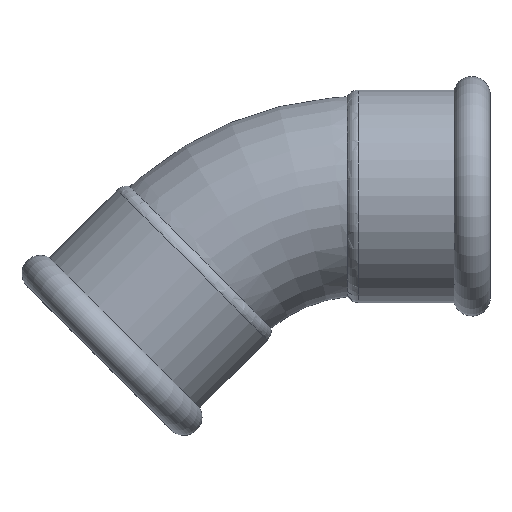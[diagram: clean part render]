
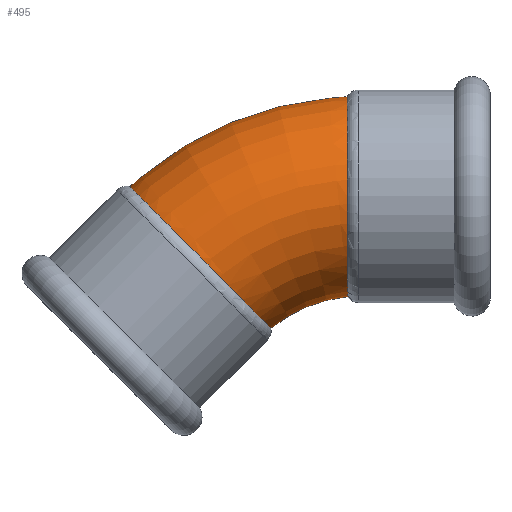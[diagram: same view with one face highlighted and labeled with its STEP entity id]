
A CAD part, top view. The second image highlights one B-rep face of the part: STEP entity #495.
In plain terms, the highlighted toroidal (fillet/blend) face has major radius 65 mm and minor radius 27 mm.
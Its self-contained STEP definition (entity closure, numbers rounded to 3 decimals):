
#20=B_SPLINE_CURVE_WITH_KNOTS('',3,(#918,#919,#920,#921,#922,#923,#924,
#925,#926,#927,#928,#929),.UNSPECIFIED.,.F.,.F.,(4,2,2,2,2,4),(12.785,
13.724,14.78,15.835,16.432,17.029),
 .UNSPECIFIED.);
#21=B_SPLINE_CURVE_WITH_KNOTS('',3,(#931,#932,#933,#934,#935,#936,#937,
#938,#939,#940,#941,#942,#943,#944,#945,#946,#947,#948,#949,#950),
 .UNSPECIFIED.,.F.,.F.,(4,2,2,2,2,2,2,2,2,4),(0.,1.054,2.108,
3.163,4.22,5.277,6.336,7.395,
8.451,8.516),.UNSPECIFIED.);
#22=B_SPLINE_CURVE_WITH_KNOTS('',3,(#951,#952,#953,#954,#955,#956,#957,
#958,#959,#960,#961,#962),.UNSPECIFIED.,.F.,.F.,(4,2,2,2,2,4),(8.516,
9.501,10.552,11.608,12.666,12.785),
 .UNSPECIFIED.);
#26=B_SPLINE_CURVE_WITH_KNOTS('',3,(#1045,#1046,#1047,#1048,#1049,#1050,
#1051,#1052,#1053,#1054,#1055,#1056),.UNSPECIFIED.,.F.,.F.,(4,2,2,2,2,4),
(8.516,9.501,10.552,11.608,12.666,
12.785),.UNSPECIFIED.);
#27=B_SPLINE_CURVE_WITH_KNOTS('',3,(#1058,#1059,#1060,#1061,#1062,#1063,
#1064,#1065,#1066,#1067,#1068,#1069,#1070,#1071,#1072,#1073,#1074,#1075,
#1076,#1077),.UNSPECIFIED.,.F.,.F.,(4,2,2,2,2,2,2,2,2,4),(0.,1.054,
2.108,3.163,4.22,5.277,6.336,
7.395,8.451,8.516),.UNSPECIFIED.);
#28=B_SPLINE_CURVE_WITH_KNOTS('',3,(#1078,#1079,#1080,#1081,#1082,#1083,
#1084,#1085,#1086,#1087,#1088,#1089),.UNSPECIFIED.,.F.,.F.,(4,2,2,2,2,4),
(12.785,13.724,14.78,15.835,16.432,
17.029),.UNSPECIFIED.);
#38=TOROIDAL_SURFACE('',#591,65.,27.);
#57=FACE_OUTER_BOUND('',#79,.T.);
#79=EDGE_LOOP('',(#424,#425,#426,#427,#428,#429,#430,#431));
#159=CIRCLE('',#592,38.);
#203=VERTEX_POINT('',#915);
#204=VERTEX_POINT('',#917);
#205=VERTEX_POINT('',#930);
#219=VERTEX_POINT('',#1042);
#220=VERTEX_POINT('',#1044);
#221=VERTEX_POINT('',#1057);
#272=EDGE_CURVE('',#203,#204,#20,.T.);
#273=EDGE_CURVE('',#204,#205,#21,.T.);
#274=EDGE_CURVE('',#205,#203,#22,.T.);
#295=EDGE_CURVE('',#220,#219,#26,.T.);
#296=EDGE_CURVE('',#221,#220,#27,.T.);
#297=EDGE_CURVE('',#219,#221,#28,.T.);
#298=EDGE_CURVE('',#220,#205,#159,.T.);
#424=ORIENTED_EDGE('',*,*,#296,.T.);
#425=ORIENTED_EDGE('',*,*,#298,.T.);
#426=ORIENTED_EDGE('',*,*,#273,.F.);
#427=ORIENTED_EDGE('',*,*,#272,.F.);
#428=ORIENTED_EDGE('',*,*,#274,.F.);
#429=ORIENTED_EDGE('',*,*,#298,.F.);
#430=ORIENTED_EDGE('',*,*,#295,.T.);
#431=ORIENTED_EDGE('',*,*,#297,.T.);
#495=ADVANCED_FACE('',(#57),#38,.T.);
#591=AXIS2_PLACEMENT_3D('',#1090,#752,#753);
#592=AXIS2_PLACEMENT_3D('',#1091,#754,#755);
#752=DIRECTION('center_axis',(0.,0.,
-1.));
#753=DIRECTION('ref_axis',(-1.,0.,0.));
#754=DIRECTION('center_axis',(0.,0.,
1.));
#755=DIRECTION('ref_axis',(-1.,0.,0.));
#915=CARTESIAN_POINT('',(-78.394,-16.47,27.));
#917=CARTESIAN_POINT('',(-97.405,2.599,0.));
#918=CARTESIAN_POINT('Ctrl Pts',(-78.394,-16.47,27.));
#919=CARTESIAN_POINT('Ctrl Pts',(-80.6,-14.256,26.988));
#920=CARTESIAN_POINT('Ctrl Pts',(-82.79,-12.057,26.435));
#921=CARTESIAN_POINT('Ctrl Pts',(-87.202,-7.631,24.156));
#922=CARTESIAN_POINT('Ctrl Pts',(-89.349,-5.477,22.315));
#923=CARTESIAN_POINT('Ctrl Pts',(-93.022,-1.795,17.572));
#924=CARTESIAN_POINT('Ctrl Pts',(-94.512,-0.301,14.718));
#925=CARTESIAN_POINT('Ctrl Pts',(-96.175,1.366,9.74));
#926=CARTESIAN_POINT('Ctrl Pts',(-96.634,1.826,7.854));
#927=CARTESIAN_POINT('Ctrl Pts',(-97.25,2.443,3.972));
#928=CARTESIAN_POINT('Ctrl Pts',(-97.405,2.599,1.989));
#929=CARTESIAN_POINT('Ctrl Pts',(-97.405,2.599,0.));
#930=CARTESIAN_POINT('',(-59.258,-35.75,0.));
#931=CARTESIAN_POINT('Ctrl Pts',(-97.405,2.599,0.));
#932=CARTESIAN_POINT('Ctrl Pts',(-97.405,2.599,-3.513));
#933=CARTESIAN_POINT('Ctrl Pts',(-96.921,2.113,-6.993));
#934=CARTESIAN_POINT('Ctrl Pts',(-95.036,0.224,-13.494));
#935=CARTESIAN_POINT('Ctrl Pts',(-93.654,-1.161,-16.454));
#936=CARTESIAN_POINT('Ctrl Pts',(-90.167,-4.657,-21.459));
#937=CARTESIAN_POINT('Ctrl Pts',(-88.094,-6.736,-23.456));
#938=CARTESIAN_POINT('Ctrl Pts',(-83.523,-11.321,-26.215));
#939=CARTESIAN_POINT('Ctrl Pts',(-81.068,-13.785,-26.949));
#940=CARTESIAN_POINT('Ctrl Pts',(-76.096,-18.778,-27.046));
#941=CARTESIAN_POINT('Ctrl Pts',(-73.626,-21.261,-26.405));
#942=CARTESIAN_POINT('Ctrl Pts',(-68.998,-25.917,-23.816));
#943=CARTESIAN_POINT('Ctrl Pts',(-66.885,-28.046,-21.892));
#944=CARTESIAN_POINT('Ctrl Pts',(-63.3,-31.662,-17.));
#945=CARTESIAN_POINT('Ctrl Pts',(-61.863,-33.114,-14.079));
#946=CARTESIAN_POINT('Ctrl Pts',(-59.866,-35.134,-7.629));
#947=CARTESIAN_POINT('Ctrl Pts',(-59.323,-35.684,-4.163));
#948=CARTESIAN_POINT('Ctrl Pts',(-59.26,-35.748,-0.43));
#949=CARTESIAN_POINT('Ctrl Pts',(-59.258,-35.75,-0.215));
#950=CARTESIAN_POINT('Ctrl Pts',(-59.258,-35.75,0.));
#951=CARTESIAN_POINT('Ctrl Pts',(-59.258,-35.75,0.));
#952=CARTESIAN_POINT('Ctrl Pts',(-59.258,-35.75,3.282));
#953=CARTESIAN_POINT('Ctrl Pts',(-59.68,-35.322,6.537));
#954=CARTESIAN_POINT('Ctrl Pts',(-61.383,-33.599,12.879));
#955=CARTESIAN_POINT('Ctrl Pts',(-62.702,-32.266,15.876));
#956=CARTESIAN_POINT('Ctrl Pts',(-66.081,-28.856,21.001));
#957=CARTESIAN_POINT('Ctrl Pts',(-68.113,-26.808,23.075));
#958=CARTESIAN_POINT('Ctrl Pts',(-72.629,-22.263,26.009));
#959=CARTESIAN_POINT('Ctrl Pts',(-75.072,-19.807,26.837));
#960=CARTESIAN_POINT('Ctrl Pts',(-77.838,-17.029,26.994));
#961=CARTESIAN_POINT('Ctrl Pts',(-78.116,-16.75,27.001));
#962=CARTESIAN_POINT('Ctrl Pts',(-78.394,-16.47,27.));
#1042=CARTESIAN_POINT('',(-38.631,0.,27.));
#1044=CARTESIAN_POINT('',(-38.53,-27.164,0.));
#1045=CARTESIAN_POINT('Ctrl Pts',(-38.53,-27.164,0.));
#1046=CARTESIAN_POINT('Ctrl Pts',(-38.53,-27.164,3.282));
#1047=CARTESIAN_POINT('Ctrl Pts',(-38.534,-26.564,6.537));
#1048=CARTESIAN_POINT('Ctrl Pts',(-38.548,-24.141,12.879));
#1049=CARTESIAN_POINT('Ctrl Pts',(-38.558,-22.265,15.876));
#1050=CARTESIAN_POINT('Ctrl Pts',(-38.58,-17.464,21.001));
#1051=CARTESIAN_POINT('Ctrl Pts',(-38.591,-14.58,23.075));
#1052=CARTESIAN_POINT('Ctrl Pts',(-38.612,-8.172,26.009));
#1053=CARTESIAN_POINT('Ctrl Pts',(-38.621,-4.708,26.837));
#1054=CARTESIAN_POINT('Ctrl Pts',(-38.629,-0.789,
26.994));
#1055=CARTESIAN_POINT('Ctrl Pts',(-38.63,-0.394,27.001));
#1056=CARTESIAN_POINT('Ctrl Pts',(-38.631,0.,
27.));
#1057=CARTESIAN_POINT('',(-38.672,26.927,0.));
#1058=CARTESIAN_POINT('Ctrl Pts',(-38.672,26.927,0.));
#1059=CARTESIAN_POINT('Ctrl Pts',(-38.672,26.927,-3.513));
#1060=CARTESIAN_POINT('Ctrl Pts',(-38.672,26.24,-6.993));
#1061=CARTESIAN_POINT('Ctrl Pts',(-38.669,23.573,-13.494));
#1062=CARTESIAN_POINT('Ctrl Pts',(-38.666,21.616,-16.454));
#1063=CARTESIAN_POINT('Ctrl Pts',(-38.66,16.678,-21.459));
#1064=CARTESIAN_POINT('Ctrl Pts',(-38.656,13.742,-23.456));
#1065=CARTESIAN_POINT('Ctrl Pts',(-38.646,7.267,-26.215));
#1066=CARTESIAN_POINT('Ctrl Pts',(-38.639,3.79,-26.949));
#1067=CARTESIAN_POINT('Ctrl Pts',(-38.624,-3.257,-27.046));
#1068=CARTESIAN_POINT('Ctrl Pts',(-38.615,-6.759,-26.405));
#1069=CARTESIAN_POINT('Ctrl Pts',(-38.596,-13.323,-23.816));
#1070=CARTESIAN_POINT('Ctrl Pts',(-38.585,-16.324,-21.892));
#1071=CARTESIAN_POINT('Ctrl Pts',(-38.563,-21.415,-17.));
#1072=CARTESIAN_POINT('Ctrl Pts',(-38.552,-23.458,-14.079));
#1073=CARTESIAN_POINT('Ctrl Pts',(-38.536,-26.298,-7.629));
#1074=CARTESIAN_POINT('Ctrl Pts',(-38.531,-27.072,-4.163));
#1075=CARTESIAN_POINT('Ctrl Pts',(-38.53,-27.162,-0.43));
#1076=CARTESIAN_POINT('Ctrl Pts',(-38.53,-27.164,-0.215));
#1077=CARTESIAN_POINT('Ctrl Pts',(-38.53,-27.164,0.));
#1078=CARTESIAN_POINT('Ctrl Pts',(-38.631,0.,
27.));
#1079=CARTESIAN_POINT('Ctrl Pts',(-38.638,3.125,26.988));
#1080=CARTESIAN_POINT('Ctrl Pts',(-38.644,6.229,26.435));
#1081=CARTESIAN_POINT('Ctrl Pts',(-38.654,12.479,24.156));
#1082=CARTESIAN_POINT('Ctrl Pts',(-38.658,15.519,22.315));
#1083=CARTESIAN_POINT('Ctrl Pts',(-38.665,20.72,17.572));
#1084=CARTESIAN_POINT('Ctrl Pts',(-38.668,22.831,14.718));
#1085=CARTESIAN_POINT('Ctrl Pts',(-38.67,25.186,9.74));
#1086=CARTESIAN_POINT('Ctrl Pts',(-38.671,25.835,7.854));
#1087=CARTESIAN_POINT('Ctrl Pts',(-38.672,26.707,3.972));
#1088=CARTESIAN_POINT('Ctrl Pts',(-38.672,26.927,1.989));
#1089=CARTESIAN_POINT('Ctrl Pts',(-38.672,26.927,0.));
#1090=CARTESIAN_POINT('Origin',(-35.,-65.,0.));
#1091=CARTESIAN_POINT('Origin',(-35.,-65.,0.));
